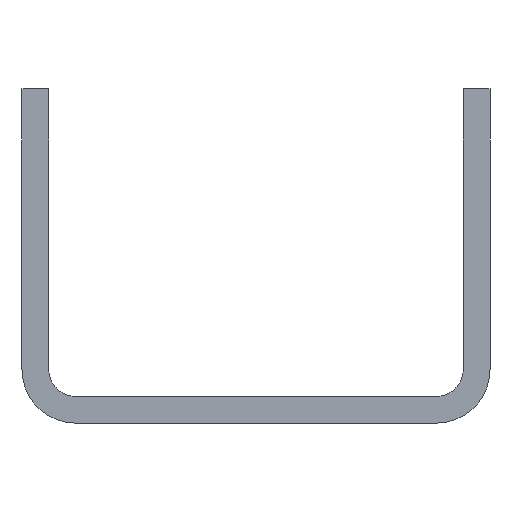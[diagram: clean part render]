
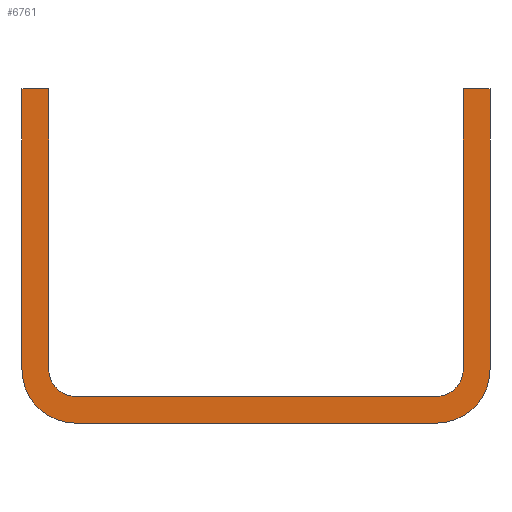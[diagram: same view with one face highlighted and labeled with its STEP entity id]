
A CAD part, front view. The second image highlights one B-rep face of the part: STEP entity #6761.
In plain terms, the highlighted planar face has unit normal (0, -1, 0).
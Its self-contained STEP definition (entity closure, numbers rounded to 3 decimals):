
#2=DIRECTION('',(0.,0.,-1.));
#3=VECTOR('',#2,42.);
#4=CARTESIAN_POINT('',(35.,0.,25.));
#5=LINE('',#4,#3);
#6=CARTESIAN_POINT('',(27.,0.,-17.));
#7=DIRECTION('',(0.,1.,0.));
#8=DIRECTION('',(1.,0.,0.));
#9=AXIS2_PLACEMENT_3D('',#6,#7,#8);
#11=DIRECTION('',(-1.,0.,0.));
#12=VECTOR('',#11,54.);
#13=CARTESIAN_POINT('',(27.,0.,-25.));
#14=LINE('',#13,#12);
#15=CARTESIAN_POINT('',(-27.,0.,-17.));
#16=DIRECTION('',(0.,1.,0.));
#17=DIRECTION('',(0.,0.,-1.));
#18=AXIS2_PLACEMENT_3D('',#15,#16,#17);
#20=DIRECTION('',(0.,0.,1.));
#21=VECTOR('',#20,42.);
#22=CARTESIAN_POINT('',(-35.,0.,-17.));
#23=LINE('',#22,#21);
#24=DIRECTION('',(1.,0.,0.));
#25=VECTOR('',#24,4.);
#26=CARTESIAN_POINT('',(-35.,0.,25.));
#27=LINE('',#26,#25);
#28=DIRECTION('',(0.,0.,-1.));
#29=VECTOR('',#28,42.);
#30=CARTESIAN_POINT('',(-31.,0.,25.));
#31=LINE('',#30,#29);
#32=CARTESIAN_POINT('',(-27.,0.,-17.));
#33=DIRECTION('',(0.,-1.,0.));
#34=DIRECTION('',(-1.,0.,0.));
#35=AXIS2_PLACEMENT_3D('',#32,#33,#34);
#37=DIRECTION('',(1.,0.,0.));
#38=VECTOR('',#37,54.);
#39=CARTESIAN_POINT('',(-27.,0.,-21.));
#40=LINE('',#39,#38);
#41=CARTESIAN_POINT('',(27.,0.,-17.));
#42=DIRECTION('',(0.,-1.,0.));
#43=DIRECTION('',(0.,0.,-1.));
#44=AXIS2_PLACEMENT_3D('',#41,#42,#43);
#46=DIRECTION('',(0.,0.,1.));
#47=VECTOR('',#46,42.);
#48=CARTESIAN_POINT('',(31.,0.,-17.));
#49=LINE('',#48,#47);
#50=DIRECTION('',(1.,0.,0.));
#51=VECTOR('',#50,4.);
#52=CARTESIAN_POINT('',(31.,0.,25.));
#53=LINE('',#52,#51);
#5146=CARTESIAN_POINT('',(35.,0.,25.));
#5147=CARTESIAN_POINT('',(35.,0.,-17.));
#5148=VERTEX_POINT('',#5146);
#5149=VERTEX_POINT('',#5147);
#5150=CARTESIAN_POINT('',(27.,0.,-25.));
#5151=VERTEX_POINT('',#5150);
#5152=CARTESIAN_POINT('',(-27.,0.,-25.));
#5153=VERTEX_POINT('',#5152);
#5154=CARTESIAN_POINT('',(-35.,0.,-17.));
#5155=VERTEX_POINT('',#5154);
#5156=CARTESIAN_POINT('',(-35.,0.,25.));
#5157=VERTEX_POINT('',#5156);
#5158=CARTESIAN_POINT('',(-31.,0.,25.));
#5159=VERTEX_POINT('',#5158);
#5160=CARTESIAN_POINT('',(-31.,0.,-17.));
#5161=VERTEX_POINT('',#5160);
#5162=CARTESIAN_POINT('',(-27.,0.,-21.));
#5163=VERTEX_POINT('',#5162);
#5164=CARTESIAN_POINT('',(27.,0.,-21.));
#5165=VERTEX_POINT('',#5164);
#5166=CARTESIAN_POINT('',(31.,0.,-17.));
#5167=VERTEX_POINT('',#5166);
#5168=CARTESIAN_POINT('',(31.,0.,25.));
#5169=VERTEX_POINT('',#5168);
#6730=CARTESIAN_POINT('',(0.,0.,0.));
#6731=DIRECTION('',(0.,1.,0.));
#6732=DIRECTION('',(1.,0.,0.));
#6733=AXIS2_PLACEMENT_3D('',#6730,#6731,#6732);
#6734=PLANE('',#6733);
#6736=ORIENTED_EDGE('',*,*,#6735,.T.);
#6738=ORIENTED_EDGE('',*,*,#6737,.T.);
#6740=ORIENTED_EDGE('',*,*,#6739,.T.);
#6742=ORIENTED_EDGE('',*,*,#6741,.T.);
#6744=ORIENTED_EDGE('',*,*,#6743,.T.);
#6746=ORIENTED_EDGE('',*,*,#6745,.T.);
#6748=ORIENTED_EDGE('',*,*,#6747,.T.);
#6750=ORIENTED_EDGE('',*,*,#6749,.T.);
#6752=ORIENTED_EDGE('',*,*,#6751,.T.);
#6754=ORIENTED_EDGE('',*,*,#6753,.T.);
#6756=ORIENTED_EDGE('',*,*,#6755,.T.);
#6758=ORIENTED_EDGE('',*,*,#6757,.T.);
#6759=EDGE_LOOP('',(#6736,#6738,#6740,#6742,#6744,#6746,#6748,#6750,#6752,#6754,
#6756,#6758));
#6760=FACE_OUTER_BOUND('',#6759,.F.);
#6761=ADVANCED_FACE('',(#6760),#6734,.F.);
#10=CIRCLE('',#9,8.);
#19=CIRCLE('',#18,8.);
#36=CIRCLE('',#35,4.);
#45=CIRCLE('',#44,4.);
#6735=EDGE_CURVE('',#5148,#5149,#5,.T.);
#6737=EDGE_CURVE('',#5149,#5151,#10,.T.);
#6739=EDGE_CURVE('',#5151,#5153,#14,.T.);
#6741=EDGE_CURVE('',#5153,#5155,#19,.T.);
#6743=EDGE_CURVE('',#5155,#5157,#23,.T.);
#6745=EDGE_CURVE('',#5157,#5159,#27,.T.);
#6747=EDGE_CURVE('',#5159,#5161,#31,.T.);
#6749=EDGE_CURVE('',#5161,#5163,#36,.T.);
#6751=EDGE_CURVE('',#5163,#5165,#40,.T.);
#6753=EDGE_CURVE('',#5165,#5167,#45,.T.);
#6755=EDGE_CURVE('',#5167,#5169,#49,.T.);
#6757=EDGE_CURVE('',#5169,#5148,#53,.T.);
